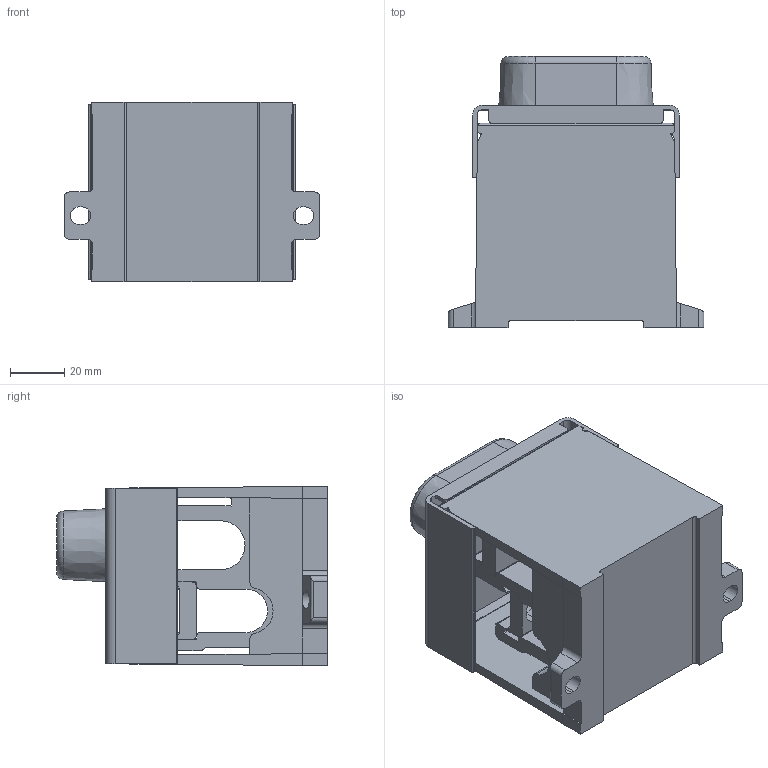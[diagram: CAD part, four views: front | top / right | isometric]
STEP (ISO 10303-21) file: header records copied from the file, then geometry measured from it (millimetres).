
FILE_DESCRIPTION((''),'2;1');
FILE_NAME('185-150','2024-02-21T',('dell'),(''),'PRO/ENGINEER BY PARAMETRIC TECHNOLOGY CORPORATION, 2013230','PRO/ENGINEER BY PARAMETRIC TECHNOLOGY CORPORATION, 2013230','');
FILE_SCHEMA(('AUTOMOTIVE_DESIGN { 1 0 10303 214 1 1 1 1 }'));
Length unit declared in the file: millimetre
Products named in the file (1): 185-150
Bounding box: 94 x 99.6 x 66 mm (x, y, z)
Volume: 221330.9 mm3; surface area: 68073.1 mm2
Topology: 1 solids, 1 shells, 246 faces, 741 edges, 486 vertices
Faces by surface type: plane 134, cylinder 108, cone 2, torus 2
Entity records: 8553 total; most frequent: CARTESIAN_POINT 1766, ORIENTED_EDGE 1482, DIRECTION 1327, EDGE_CURVE 741, VECTOR 511, LINE 511, VERTEX_POINT 486, AXIS2_PLACEMENT_3D 408
